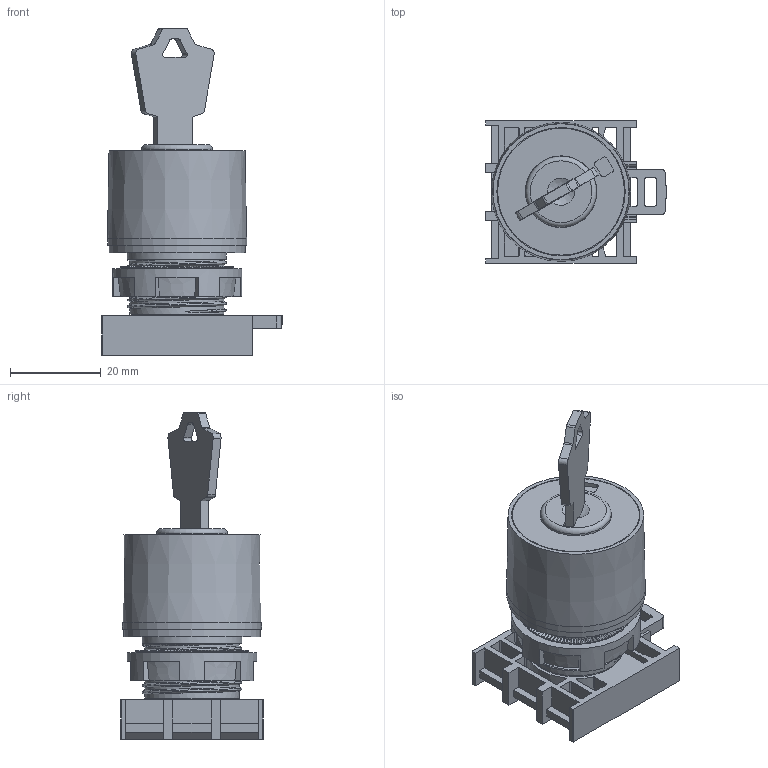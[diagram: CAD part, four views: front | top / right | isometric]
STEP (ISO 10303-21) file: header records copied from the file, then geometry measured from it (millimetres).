
FILE_DESCRIPTION(/* description */ (''),/* implementation_level */ '2;1');
FILE_NAME(/* name */ 'W22KS2-KRA (V2.0).stp',/* time_stamp */ '2020-07-29T18:20:09+06:00',/* author */ ('Owner'),/* organization */ (''),/* preprocessor_version */ 'ST-DEVELOPER v18',/* originating_system */ 'Autodesk Inventor 2020',/* authorisation */ '');
FILE_SCHEMA (('AUTOMOTIVE_DESIGN { 1 0 10303 214 3 1 1 }'));
Products named in the file (1): Part8
Bounding box: 39.8 x 31.5 x 72.11 mm (x, y, z)
Volume: 22215.9 mm3; surface area: 29146.3 mm2
Topology: 3 solids, 4 shells, 2149 faces, 5933 edges, 3785 vertices
Faces by surface type: plane 1439, cylinder 447, bspline 139, cone 81, torus 26, sphere 17
Full cylindrical faces by diameter (mm): 2.64 x4, 3.8 x1, 5.904 x1, 7.2 x1, 12.3 x1, 12.7 x2, 14 x1, 14.2 x1, 14.3 x2, 15.5 x1, 15.6 x1, 16 x2, 17.526 x1, 18.1 x1, 18.39 x1, 18.6 x1, 19.05 x2, 19.1 x2, 19.304 x1, 20.3 x1, 20.93 x1, 22.35 x3, 22.5 x1, 22.581 x1, 24 x1, 24.95 x1, 28 x1, 28.3 x1, 28.5 x1, 30 x1
Entity records: 79915 total; most frequent: CARTESIAN_POINT 23220, ORIENTED_EDGE 11884, DIRECTION 10834, EDGE_CURVE 5942, LINE 3966, VECTOR 3966, VERTEX_POINT 3785, AXIS2_PLACEMENT_3D 3434
